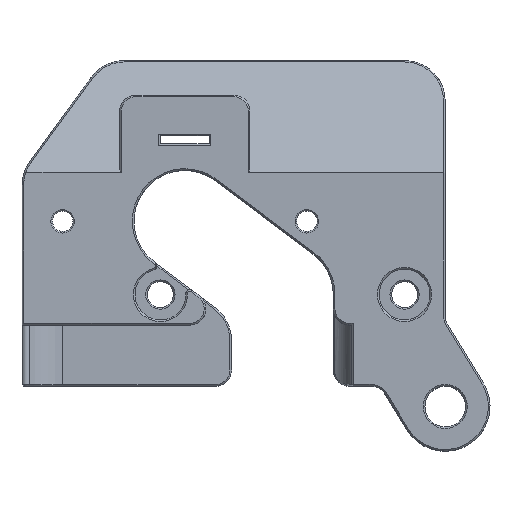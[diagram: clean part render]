
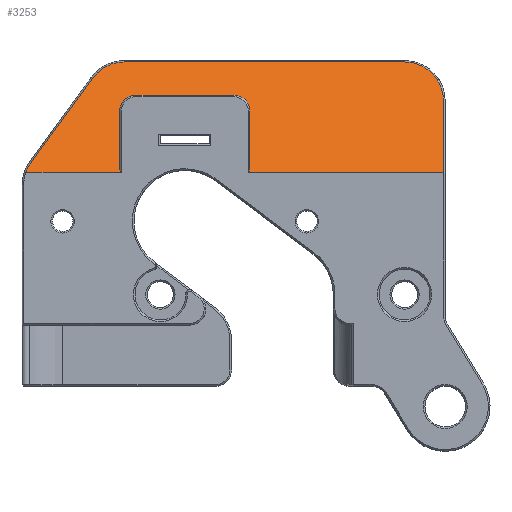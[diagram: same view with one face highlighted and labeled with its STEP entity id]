
A CAD part, top view. The second image highlights one B-rep face of the part: STEP entity #3253.
In plain terms, the highlighted planar face has unit normal (0, 0.548, 0.837).
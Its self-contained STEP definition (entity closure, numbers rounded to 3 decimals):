
#40=B_SPLINE_CURVE_WITH_KNOTS('',3,(#5400,#5401,#5402,#5403),
 .UNSPECIFIED.,.F.,.F.,(4,4),(-1.228,-0.942),
 .UNSPECIFIED.);
#46=B_SPLINE_CURVE_WITH_KNOTS('',3,(#5617,#5618,#5619,#5620),
 .UNSPECIFIED.,.F.,.F.,(4,4),(-1.943,-1.932),
 .UNSPECIFIED.);
#47=B_SPLINE_CURVE_WITH_KNOTS('',3,(#5644,#5645,#5646,#5647,#5648),
 .UNSPECIFIED.,.F.,.F.,(4,1,4),(-0.923,-0.396,0.),
 .UNSPECIFIED.);
#48=B_SPLINE_CURVE_WITH_KNOTS('',3,(#5676,#5677,#5678,#5679,#5680),
 .UNSPECIFIED.,.F.,.F.,(4,1,4),(0.,0.664,1.549),
 .UNSPECIFIED.);
#49=B_SPLINE_CURVE_WITH_KNOTS('',3,(#5697,#5698,#5699,#5700),
 .UNSPECIFIED.,.F.,.F.,(4,4),(-0.942,-0.923),
 .UNSPECIFIED.);
#50=B_SPLINE_CURVE_WITH_KNOTS('',3,(#5717,#5718,#5719,#5720),
 .UNSPECIFIED.,.F.,.F.,(4,4),(1.549,1.571),
 .UNSPECIFIED.);
#54=ELLIPSE('',#3379,2.39,2.);
#55=ELLIPSE('',#3381,2.39,2.);
#57=ELLIPSE('',#3536,7.812,4.941);
#175=PLANE('',#3576);
#394=FACE_OUTER_BOUND('',#610,.T.);
#610=EDGE_LOOP('',(#2958,#2959,#2960,#2961,#2962,#2963,#2964,#2965,#2966,
#2967,#2968,#2969,#2970,#2971,#2972,#2973,#2974,#2975,#2976));
#643=LINE('',#4625,#957);
#656=LINE('',#4673,#970);
#690=LINE('',#4777,#1004);
#712=LINE('',#5007,#1026);
#718=LINE('',#5022,#1032);
#721=LINE('',#5027,#1035);
#725=LINE('',#5037,#1039);
#855=LINE('',#5458,#1169);
#881=LINE('',#5599,#1195);
#885=LINE('',#5652,#1199);
#957=VECTOR('',#3675,10.);
#970=VECTOR('',#3710,10.);
#1004=VECTOR('',#3806,10.);
#1026=VECTOR('',#3864,10.);
#1032=VECTOR('',#3882,10.);
#1035=VECTOR('',#3887,10.);
#1039=VECTOR('',#3901,10.);
#1169=VECTOR('',#4295,10.);
#1195=VECTOR('',#4371,10.);
#1199=VECTOR('',#4377,10.);
#1413=VERTEX_POINT('',#4623);
#1414=VERTEX_POINT('',#4624);
#1437=VERTEX_POINT('',#4670);
#1438=VERTEX_POINT('',#4672);
#1476=VERTEX_POINT('',#4774);
#1477=VERTEX_POINT('',#4776);
#1499=VERTEX_POINT('',#5006);
#1502=VERTEX_POINT('',#5021);
#1503=VERTEX_POINT('',#5025);
#1504=VERTEX_POINT('',#5032);
#1598=VERTEX_POINT('',#5398);
#1599=VERTEX_POINT('',#5399);
#1610=VERTEX_POINT('',#5456);
#1627=VERTEX_POINT('',#5596);
#1628=VERTEX_POINT('',#5598);
#1629=VERTEX_POINT('',#5641);
#1630=VERTEX_POINT('',#5643);
#1631=VERTEX_POINT('',#5651);
#1632=VERTEX_POINT('',#5674);
#1689=EDGE_CURVE('',#1413,#1414,#643,.T.);
#1713=EDGE_CURVE('',#1438,#1437,#656,.T.);
#1764=EDGE_CURVE('',#1477,#1476,#690,.T.);
#1796=EDGE_CURVE('',#1438,#1499,#712,.F.);
#1804=EDGE_CURVE('',#1502,#1414,#718,.F.);
#1807=EDGE_CURVE('',#1502,#1503,#721,.T.);
#1809=EDGE_CURVE('',#1477,#1503,#54,.F.);
#1811=EDGE_CURVE('',#1504,#1476,#55,.F.);
#1813=EDGE_CURVE('',#1504,#1499,#725,.T.);
#1977=EDGE_CURVE('',#1598,#1599,#40,.T.);
#2003=EDGE_CURVE('',#1610,#1437,#855,.T.);
#2030=EDGE_CURVE('',#1413,#1598,#57,.T.);
#2041=EDGE_CURVE('',#1627,#1628,#881,.T.);
#2043=EDGE_CURVE('',#1599,#1627,#46,.T.);
#2045=EDGE_CURVE('',#1629,#1630,#47,.T.);
#2047=EDGE_CURVE('',#1630,#1631,#885,.T.);
#2050=EDGE_CURVE('',#1631,#1632,#48,.T.);
#2051=EDGE_CURVE('',#1628,#1629,#49,.T.);
#2052=EDGE_CURVE('',#1632,#1610,#50,.T.);
#2958=ORIENTED_EDGE('',*,*,#2030,.F.);
#2959=ORIENTED_EDGE('',*,*,#1689,.T.);
#2960=ORIENTED_EDGE('',*,*,#1804,.F.);
#2961=ORIENTED_EDGE('',*,*,#1807,.T.);
#2962=ORIENTED_EDGE('',*,*,#1809,.F.);
#2963=ORIENTED_EDGE('',*,*,#1764,.T.);
#2964=ORIENTED_EDGE('',*,*,#1811,.F.);
#2965=ORIENTED_EDGE('',*,*,#1813,.T.);
#2966=ORIENTED_EDGE('',*,*,#1796,.F.);
#2967=ORIENTED_EDGE('',*,*,#1713,.T.);
#2968=ORIENTED_EDGE('',*,*,#2003,.F.);
#2969=ORIENTED_EDGE('',*,*,#2052,.F.);
#2970=ORIENTED_EDGE('',*,*,#2050,.F.);
#2971=ORIENTED_EDGE('',*,*,#2047,.F.);
#2972=ORIENTED_EDGE('',*,*,#2045,.F.);
#2973=ORIENTED_EDGE('',*,*,#2051,.F.);
#2974=ORIENTED_EDGE('',*,*,#2041,.F.);
#2975=ORIENTED_EDGE('',*,*,#2043,.F.);
#2976=ORIENTED_EDGE('',*,*,#1977,.F.);
#3253=ADVANCED_FACE('',(#394),#175,.T.);
#3379=AXIS2_PLACEMENT_3D('',#5030,#3891,#3892);
#3381=AXIS2_PLACEMENT_3D('',#5034,#3896,#3897);
#3536=AXIS2_PLACEMENT_3D('',#5510,#4358,#4359);
#3576=AXIS2_PLACEMENT_3D('',#5821,#4492,#4493);
#3675=DIRECTION('',(1.,0.,0.));
#3710=DIRECTION('',(1.,0.,0.));
#3806=DIRECTION('',(1.,0.,0.));
#3864=DIRECTION('',(-0.48,-0.734,0.48));
#3882=DIRECTION('',(-0.48,0.734,-0.48));
#3887=DIRECTION('',(0.,0.837,-0.548));
#3891=DIRECTION('center_axis',(0.,-0.548,
-0.837));
#3892=DIRECTION('ref_axis',(0.,0.837,-0.548));
#3896=DIRECTION('center_axis',(0.,-0.548,
-0.837));
#3897=DIRECTION('ref_axis',(0.,0.837,-0.548));
#3901=DIRECTION('',(0.,-0.837,0.548));
#4295=DIRECTION('',(0.,-0.837,0.548));
#4358=DIRECTION('center_axis',(0.,-0.548,
-0.837));
#4359=DIRECTION('ref_axis',(0.,0.837,-0.548));
#4371=DIRECTION('',(0.52,0.715,-0.468));
#4377=DIRECTION('',(1.,0.,0.));
#4492=DIRECTION('center_axis',(0.,0.548,0.837));
#4493=DIRECTION('ref_axis',(1.,0.,0.));
#4623=CARTESIAN_POINT('',(-31.516,3.125,15.));
#4624=CARTESIAN_POINT('',(-19.8,3.125,15.));
#4625=CARTESIAN_POINT('',(8.375,3.125,15.));
#4670=CARTESIAN_POINT('',(19.8,3.125,15.));
#4672=CARTESIAN_POINT('',(-4.2,3.125,15.));
#4673=CARTESIAN_POINT('',(8.375,3.125,15.));
#4774=CARTESIAN_POINT('',(-6.,12.625,8.782));
#4776=CARTESIAN_POINT('',(-18.,12.625,8.782));
#4777=CARTESIAN_POINT('',(2.188,12.625,8.782));
#5006=CARTESIAN_POINT('',(-4.,3.431,14.8));
#5007=CARTESIAN_POINT('',(-2.031,6.439,12.831));
#5021=CARTESIAN_POINT('',(-20.,3.431,14.8));
#5022=CARTESIAN_POINT('',(-18.237,0.738,16.563));
#5025=CARTESIAN_POINT('',(-20.,10.625,10.091));
#5027=CARTESIAN_POINT('',(-20.,12.064,9.149));
#5030=CARTESIAN_POINT('Origin',(-18.,10.625,10.091));
#5032=CARTESIAN_POINT('',(-4.,10.625,10.091));
#5034=CARTESIAN_POINT('Origin',(-6.,10.625,10.091));
#5037=CARTESIAN_POINT('',(-4.,8.214,11.669));
#5398=CARTESIAN_POINT('',(-31.518,3.13,14.997));
#5399=CARTESIAN_POINT('',(-30.873,4.353,14.196));
#5400=CARTESIAN_POINT('Ctrl Pts',(-31.518,3.13,14.997));
#5401=CARTESIAN_POINT('Ctrl Pts',(-31.362,3.567,14.711));
#5402=CARTESIAN_POINT('Ctrl Pts',(-31.144,3.98,14.441));
#5403=CARTESIAN_POINT('Ctrl Pts',(-30.873,4.353,14.196));
#5456=CARTESIAN_POINT('',(19.8,11.875,9.273));
#5458=CARTESIAN_POINT('',(19.8,3.61,14.683));
#5510=CARTESIAN_POINT('Origin',(-27.,5.777,13.264));
#5596=CARTESIAN_POINT('',(-30.818,4.429,14.147));
#5598=CARTESIAN_POINT('',(-23.327,14.729,7.405));
#5599=CARTESIAN_POINT('',(-20.773,18.241,5.106));
#5617=CARTESIAN_POINT('Ctrl Pts',(-30.873,4.353,14.196));
#5618=CARTESIAN_POINT('Ctrl Pts',(-30.854,4.378,14.18));
#5619=CARTESIAN_POINT('Ctrl Pts',(-30.836,4.403,14.163));
#5620=CARTESIAN_POINT('Ctrl Pts',(-30.818,4.429,14.147));
#5641=CARTESIAN_POINT('',(-23.273,14.801,7.358));
#5643=CARTESIAN_POINT('',(-19.454,16.708,6.11));
#5644=CARTESIAN_POINT('Ctrl Pts',(-23.273,14.801,7.358));
#5645=CARTESIAN_POINT('Ctrl Pts',(-22.761,15.479,6.914));
#5646=CARTESIAN_POINT('Ctrl Pts',(-21.548,16.415,6.301));
#5647=CARTESIAN_POINT('Ctrl Pts',(-20.082,16.708,6.11));
#5648=CARTESIAN_POINT('Ctrl Pts',(-19.454,16.708,6.11));
#5651=CARTESIAN_POINT('',(15.,16.708,6.11));
#5652=CARTESIAN_POINT('',(14.188,16.708,6.11));
#5674=CARTESIAN_POINT('',(19.799,11.981,9.203));
#5676=CARTESIAN_POINT('Ctrl Pts',(15.,16.708,6.11));
#5677=CARTESIAN_POINT('Ctrl Pts',(16.053,16.708,6.11));
#5678=CARTESIAN_POINT('Ctrl Pts',(18.524,15.867,6.66));
#5679=CARTESIAN_POINT('Ctrl Pts',(19.767,13.415,8.265));
#5680=CARTESIAN_POINT('Ctrl Pts',(19.799,11.981,9.203));
#5697=CARTESIAN_POINT('Ctrl Pts',(-23.327,14.729,7.405));
#5698=CARTESIAN_POINT('Ctrl Pts',(-23.309,14.753,7.389));
#5699=CARTESIAN_POINT('Ctrl Pts',(-23.291,14.777,7.373));
#5700=CARTESIAN_POINT('Ctrl Pts',(-23.273,14.801,7.358));
#5717=CARTESIAN_POINT('Ctrl Pts',(19.799,11.981,9.203));
#5718=CARTESIAN_POINT('Ctrl Pts',(19.8,11.946,9.226));
#5719=CARTESIAN_POINT('Ctrl Pts',(19.8,11.91,9.25));
#5720=CARTESIAN_POINT('Ctrl Pts',(19.8,11.875,9.273));
#5821=CARTESIAN_POINT('Origin',(8.375,10.,10.5));
